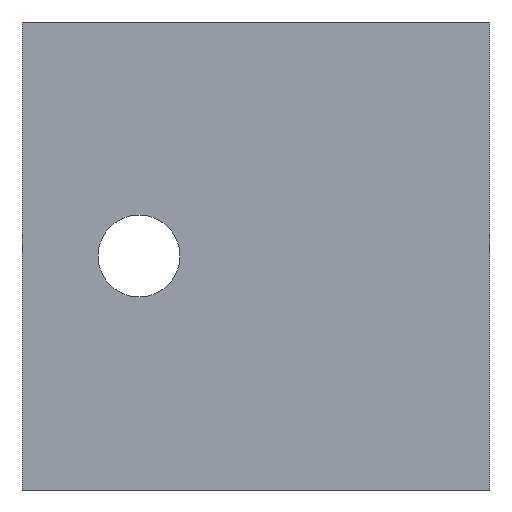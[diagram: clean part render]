
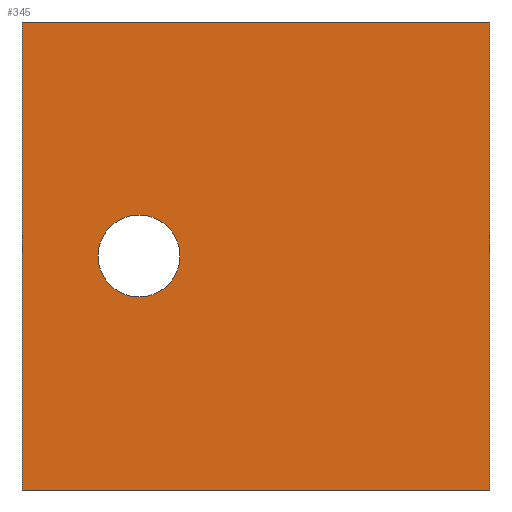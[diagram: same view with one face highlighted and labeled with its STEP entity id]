
A CAD part, left-side view. The second image highlights one B-rep face of the part: STEP entity #345.
In plain terms, the highlighted planar face has unit normal (-1, 0, 0).
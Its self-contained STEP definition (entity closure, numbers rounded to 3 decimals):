
#1 = DIRECTION ( 'NONE',  ( 0., 0., -1. ) ) ;
#2 = LINE ( 'NONE', #3, #691 ) ;
#3 = CARTESIAN_POINT ( 'NONE',  ( -2., 0., 0. ) ) ;
#4 = DIRECTION ( 'NONE',  ( 0., 1., 0. ) ) ;
#5 = LINE ( 'NONE', #7, #671 ) ;
#7 = CARTESIAN_POINT ( 'NONE',  ( -2., 0., 20. ) ) ;
#8 = DIRECTION ( 'NONE',  ( 0., 0., -1. ) ) ;
#9 = DIRECTION ( 'NONE',  ( 0., 1., 0. ) ) ;
#11 = CARTESIAN_POINT ( 'NONE',  ( -2., 20., 20. ) ) ;
#12 = DIRECTION ( 'NONE',  ( 0., 0., -1. ) ) ;
#54 = CARTESIAN_POINT ( 'NONE',  ( -2., 15., 10. ) ) ;
#55 = DIRECTION ( 'NONE',  ( 1., 0., 0. ) ) ;
#56 = DIRECTION ( 'NONE',  ( 0., 0., -1. ) ) ;
#198 = PLANE ( 'NONE',  #641 ) ;
#205 = FACE_BOUND ( 'NONE', #383, .T. ) ;
#206 = FACE_OUTER_BOUND ( 'NONE', #437, .T. ) ;
#207 = CARTESIAN_POINT ( 'NONE',  ( -2., 0., 20. ) ) ;
#211 = DIRECTION ( 'NONE',  ( -1., 0., 0. ) ) ;
#212 = DIRECTION ( 'NONE',  ( 0., 0., 1. ) ) ;
#227 = CARTESIAN_POINT ( 'NONE',  ( -2., 15., 8.25 ) ) ;
#231 = CARTESIAN_POINT ( 'NONE',  ( -2., 15., 11.75 ) ) ;
#249 = CARTESIAN_POINT ( 'NONE',  ( -2., 0., 20. ) ) ;
#250 = CARTESIAN_POINT ( 'NONE',  ( -2., 20., 0. ) ) ;
#252 = CARTESIAN_POINT ( 'NONE',  ( -2., 0., 0. ) ) ;
#253 = CARTESIAN_POINT ( 'NONE',  ( -2., 20., 20. ) ) ;
#304 = EDGE_CURVE ( 'NONE', #490, #495, #624, .T. ) ;
#305 = EDGE_CURVE ( 'NONE', #517, #515, #2, .T. ) ;
#306 = EDGE_CURVE ( 'NONE', #514, #517, #5, .T. ) ;
#307 = EDGE_CURVE ( 'NONE', #514, #518, #724, .T. ) ;
#308 = EDGE_CURVE ( 'NONE', #518, #515, #723, .T. ) ;
#319 = EDGE_CURVE ( 'NONE', #495, #490, #649, .T. ) ;
#345 = ADVANCED_FACE ( 'NONE', ( #205, #206 ), #198, .T. ) ;
#383 = EDGE_LOOP ( 'NONE', ( #451, #447 ) ) ;
#388 = ORIENTED_EDGE ( 'NONE', *, *, #306, .F. ) ;
#422 = DIRECTION ( 'NONE',  ( 1., 0., 0. ) ) ;
#437 = EDGE_LOOP ( 'NONE', ( #586, #388, #585, #456 ) ) ;
#447 = ORIENTED_EDGE ( 'NONE', *, *, #319, .T. ) ;
#451 = ORIENTED_EDGE ( 'NONE', *, *, #304, .T. ) ;
#456 = ORIENTED_EDGE ( 'NONE', *, *, #308, .T. ) ;
#490 = VERTEX_POINT ( 'NONE', #227 ) ;
#495 = VERTEX_POINT ( 'NONE', #231 ) ;
#514 = VERTEX_POINT ( 'NONE', #249 ) ;
#515 = VERTEX_POINT ( 'NONE', #250 ) ;
#517 = VERTEX_POINT ( 'NONE', #252 ) ;
#518 = VERTEX_POINT ( 'NONE', #253 ) ;
#585 = ORIENTED_EDGE ( 'NONE', *, *, #307, .T. ) ;
#586 = ORIENTED_EDGE ( 'NONE', *, *, #305, .F. ) ;
#624 = CIRCLE ( 'NONE', #648, 1.75 ) ;
#628 = AXIS2_PLACEMENT_3D ( 'NONE', #54, #55, #56 ) ;
#633 = VECTOR ( 'NONE', #9, 1000. ) ;
#641 = AXIS2_PLACEMENT_3D ( 'NONE', #207, #211, #212 ) ;
#648 = AXIS2_PLACEMENT_3D ( 'NONE', #721, #422, #1 ) ;
#649 = CIRCLE ( 'NONE', #628, 1.75 ) ;
#661 = VECTOR ( 'NONE', #12, 1000. ) ;
#671 = VECTOR ( 'NONE', #8, 1000. ) ;
#691 = VECTOR ( 'NONE', #4, 1000. ) ;
#721 = CARTESIAN_POINT ( 'NONE',  ( -2., 15., 10. ) ) ;
#722 = CARTESIAN_POINT ( 'NONE',  ( -2., 0., 20. ) ) ;
#723 = LINE ( 'NONE', #11, #661 ) ;
#724 = LINE ( 'NONE', #722, #633 ) ;
